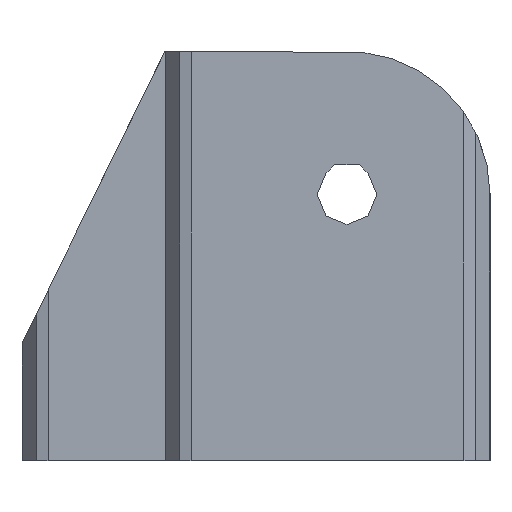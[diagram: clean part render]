
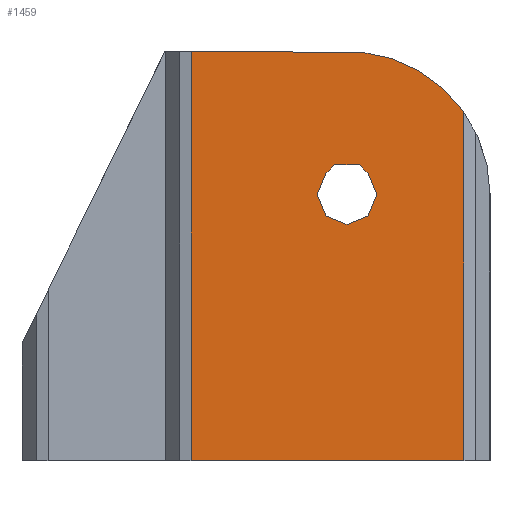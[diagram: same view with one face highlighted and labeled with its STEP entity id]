
A CAD part, left-side view. The second image highlights one B-rep face of the part: STEP entity #1459.
In plain terms, the highlighted planar face has unit normal (-1, 0, 0).
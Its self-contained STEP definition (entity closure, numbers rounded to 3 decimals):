
#18=FACE_BOUND('',#116,.T.);
#40=FACE_OUTER_BOUND('',#115,.T.);
#115=EDGE_LOOP('',(#1044,#1045,#1046,#1047,#1048,#1049,#1050,#1051,#1052));
#116=EDGE_LOOP('',(#1053,#1054,#1055,#1056,#1057,#1058,#1059,#1060,#1061));
#192=LINE('',#2002,#400);
#248=LINE('',#2117,#456);
#249=LINE('',#2120,#457);
#250=LINE('',#2122,#458);
#251=LINE('',#2124,#459);
#252=LINE('',#2126,#460);
#253=LINE('',#2128,#461);
#254=LINE('',#2130,#462);
#255=LINE('',#2131,#463);
#256=LINE('',#2134,#464);
#257=LINE('',#2136,#465);
#258=LINE('',#2138,#466);
#259=LINE('',#2140,#467);
#260=LINE('',#2142,#468);
#261=LINE('',#2144,#469);
#262=LINE('',#2146,#470);
#263=LINE('',#2148,#471);
#264=LINE('',#2149,#472);
#400=VECTOR('',#1626,1.);
#456=VECTOR('',#1710,1.);
#457=VECTOR('',#1713,1.);
#458=VECTOR('',#1714,1.);
#459=VECTOR('',#1715,1.);
#460=VECTOR('',#1716,1.);
#461=VECTOR('',#1717,1.);
#462=VECTOR('',#1718,1.);
#463=VECTOR('',#1719,1.);
#464=VECTOR('',#1720,1.);
#465=VECTOR('',#1721,1.);
#466=VECTOR('',#1722,1.);
#467=VECTOR('',#1723,1.);
#468=VECTOR('',#1724,1.);
#469=VECTOR('',#1725,1.);
#470=VECTOR('',#1726,1.);
#471=VECTOR('',#1727,1.);
#472=VECTOR('',#1728,1.);
#608=VERTEX_POINT('',#1999);
#609=VERTEX_POINT('',#2001);
#654=VERTEX_POINT('',#2115);
#655=VERTEX_POINT('',#2119);
#656=VERTEX_POINT('',#2121);
#657=VERTEX_POINT('',#2123);
#658=VERTEX_POINT('',#2125);
#659=VERTEX_POINT('',#2127);
#660=VERTEX_POINT('',#2129);
#661=VERTEX_POINT('',#2132);
#662=VERTEX_POINT('',#2133);
#663=VERTEX_POINT('',#2135);
#664=VERTEX_POINT('',#2137);
#665=VERTEX_POINT('',#2139);
#666=VERTEX_POINT('',#2141);
#667=VERTEX_POINT('',#2143);
#668=VERTEX_POINT('',#2145);
#669=VERTEX_POINT('',#2147);
#750=EDGE_CURVE('',#608,#609,#192,.T.);
#808=EDGE_CURVE('',#608,#654,#248,.T.);
#809=EDGE_CURVE('',#655,#654,#249,.T.);
#810=EDGE_CURVE('',#656,#655,#250,.T.);
#811=EDGE_CURVE('',#657,#656,#251,.T.);
#812=EDGE_CURVE('',#658,#657,#252,.T.);
#813=EDGE_CURVE('',#659,#658,#253,.T.);
#814=EDGE_CURVE('',#660,#659,#254,.T.);
#815=EDGE_CURVE('',#609,#660,#255,.T.);
#816=EDGE_CURVE('',#661,#662,#256,.T.);
#817=EDGE_CURVE('',#662,#663,#257,.T.);
#818=EDGE_CURVE('',#663,#664,#258,.T.);
#819=EDGE_CURVE('',#664,#665,#259,.T.);
#820=EDGE_CURVE('',#665,#666,#260,.T.);
#821=EDGE_CURVE('',#666,#667,#261,.T.);
#822=EDGE_CURVE('',#667,#668,#262,.T.);
#823=EDGE_CURVE('',#668,#669,#263,.T.);
#824=EDGE_CURVE('',#669,#661,#264,.T.);
#1044=ORIENTED_EDGE('',*,*,#750,.F.);
#1045=ORIENTED_EDGE('',*,*,#808,.T.);
#1046=ORIENTED_EDGE('',*,*,#809,.F.);
#1047=ORIENTED_EDGE('',*,*,#810,.F.);
#1048=ORIENTED_EDGE('',*,*,#811,.F.);
#1049=ORIENTED_EDGE('',*,*,#812,.F.);
#1050=ORIENTED_EDGE('',*,*,#813,.F.);
#1051=ORIENTED_EDGE('',*,*,#814,.F.);
#1052=ORIENTED_EDGE('',*,*,#815,.F.);
#1053=ORIENTED_EDGE('',*,*,#816,.T.);
#1054=ORIENTED_EDGE('',*,*,#817,.T.);
#1055=ORIENTED_EDGE('',*,*,#818,.T.);
#1056=ORIENTED_EDGE('',*,*,#819,.T.);
#1057=ORIENTED_EDGE('',*,*,#820,.T.);
#1058=ORIENTED_EDGE('',*,*,#821,.T.);
#1059=ORIENTED_EDGE('',*,*,#822,.T.);
#1060=ORIENTED_EDGE('',*,*,#823,.T.);
#1061=ORIENTED_EDGE('',*,*,#824,.T.);
#1387=PLANE('',#1548);
#1459=ADVANCED_FACE('',(#40,#18),#1387,.F.);
#1548=AXIS2_PLACEMENT_3D('',#2118,#1711,#1712);
#1626=DIRECTION('',(0.,1.,0.));
#1710=DIRECTION('',(0.,0.,1.));
#1711=DIRECTION('center_axis',(1.,0.,0.));
#1712=DIRECTION('ref_axis',(0.,-1.,0.));
#1713=DIRECTION('',(0.,-0.5,-0.866));
#1714=DIRECTION('',(0.,-0.669,-0.743));
#1715=DIRECTION('',(0.,-0.809,-0.588));
#1716=DIRECTION('',(0.,-0.914,-0.407));
#1717=DIRECTION('',(0.,-0.978,-0.208));
#1718=DIRECTION('',(0.,-1.,-0.004));
#1719=DIRECTION('',(0.,0.,1.));
#1720=DIRECTION('',(0.,0.924,-0.383));
#1721=DIRECTION('',(0.,0.924,0.383));
#1722=DIRECTION('',(0.,0.383,0.924));
#1723=DIRECTION('',(0.,-0.383,0.924));
#1724=DIRECTION('',(0.,-0.707,0.708));
#1725=DIRECTION('',(0.,-1.,0.));
#1726=DIRECTION('',(0.,-0.707,-0.708));
#1727=DIRECTION('',(0.,-0.383,-0.924));
#1728=DIRECTION('',(0.,0.383,-0.924));
#1999=CARTESIAN_POINT('',(-10.195,-8.995,0.));
#2001=CARTESIAN_POINT('',(-10.195,11.995,0.));
#2002=CARTESIAN_POINT('',(-10.195,0.498,0.));
#2115=CARTESIAN_POINT('',(-10.195,-8.995,26.75));
#2117=CARTESIAN_POINT('',(-10.195,-8.995,-1.));
#2118=CARTESIAN_POINT('Origin',(-10.195,11.995,-1.));
#2119=CARTESIAN_POINT('',(-10.195,-8.899,26.916));
#2120=CARTESIAN_POINT('',(-10.195,-12.332,20.966));
#2121=CARTESIAN_POINT('',(-10.195,-7.36,28.625));
#2122=CARTESIAN_POINT('',(-10.195,-10.392,25.258));
#2123=CARTESIAN_POINT('',(-10.195,-5.5,29.977));
#2124=CARTESIAN_POINT('',(-10.195,-7.14,28.785));
#2125=CARTESIAN_POINT('',(-10.195,-3.399,30.912));
#2126=CARTESIAN_POINT('',(-10.195,-2.906,31.132));
#2127=CARTESIAN_POINT('',(-10.195,-1.149,31.39));
#2128=CARTESIAN_POINT('',(-10.195,1.851,32.026));
#2129=CARTESIAN_POINT('',(-10.195,11.995,31.442));
#2130=CARTESIAN_POINT('',(-10.195,12.933,31.446));
#2131=CARTESIAN_POINT('',(-10.195,11.995,-1.));
#2132=CARTESIAN_POINT('',(-10.195,-1.626,18.824));
#2133=CARTESIAN_POINT('',(-10.195,0.,18.15));
#2134=CARTESIAN_POINT('',(-10.195,7.692,14.963));
#2135=CARTESIAN_POINT('',(-10.195,1.626,18.824));
#2136=CARTESIAN_POINT('',(-10.195,1.732,18.868));
#2137=CARTESIAN_POINT('',(-10.195,2.3,20.45));
#2138=CARTESIAN_POINT('',(-10.195,-1.12,12.198));
#2139=CARTESIAN_POINT('',(-10.195,1.626,22.076));
#2140=CARTESIAN_POINT('',(-10.195,6.803,9.582));
#2141=CARTESIAN_POINT('',(-10.195,0.953,22.75));
#2142=CARTESIAN_POINT('',(-10.195,9.984,13.706));
#2143=CARTESIAN_POINT('',(-10.195,-0.953,22.75));
#2144=CARTESIAN_POINT('',(-10.195,6.474,22.75));
#2145=CARTESIAN_POINT('',(-10.195,-1.626,22.076));
#2146=CARTESIAN_POINT('',(-10.195,-3.658,20.041));
#2147=CARTESIAN_POINT('',(-10.195,-2.3,20.45));
#2148=CARTESIAN_POINT('',(-10.195,-4.708,14.638));
#2149=CARTESIAN_POINT('',(-10.195,2.541,8.769));
